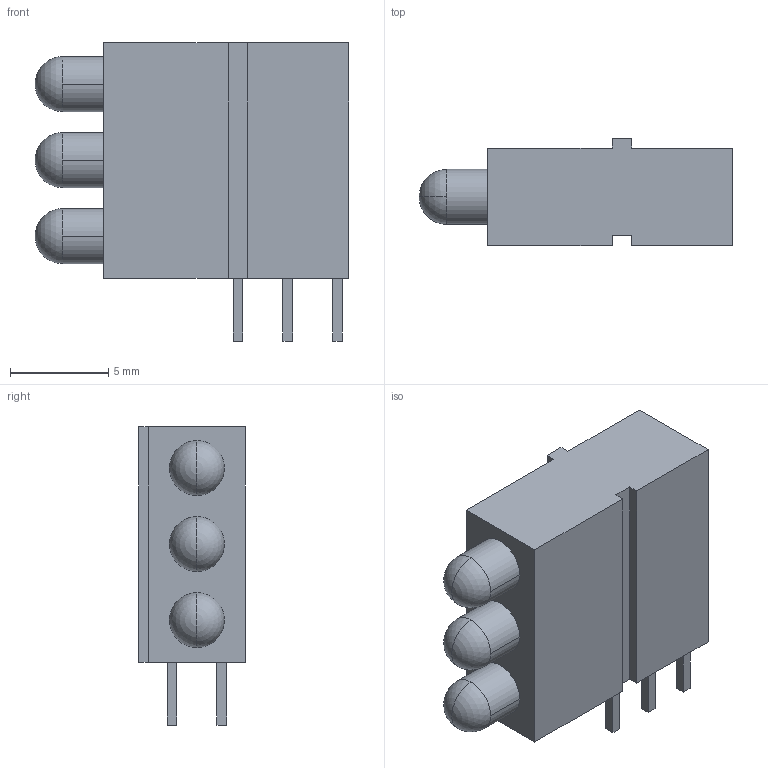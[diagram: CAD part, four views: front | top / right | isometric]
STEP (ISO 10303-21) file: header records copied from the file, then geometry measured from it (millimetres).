
FILE_DESCRIPTION((''),'2;1');
FILE_NAME('LED_MENTOR_1882.2781.stp','2009-02-03T15:02:42',(''),(''),'Mechanical Desktop 2006','Mechanical Desktop 2006',', , ');
FILE_SCHEMA(('AUTOMOTIVE_DESIGN { 1 2 10303 214 0 1 1 1 }'));
Length unit declared in the file: millimetre
Products named in the file (1): MENTOR_1882.2781_3D
Bounding box: 16 x 5.45 x 15.2 mm (x, y, z)
Volume: 803.3 mm3; surface area: 755.7 mm2
Topology: 13 solids, 13 shells, 71 faces, 147 edges, 96 vertices
Faces by surface type: plane 59, cylinder 6, sphere 6
Entity records: 1861 total; most frequent: DIRECTION 306, CARTESIAN_POINT 303, ORIENTED_EDGE 276, EDGE_CURVE 138, VECTOR 114, LINE 114, AXIS2_PLACEMENT_3D 96, VERTEX_POINT 93
